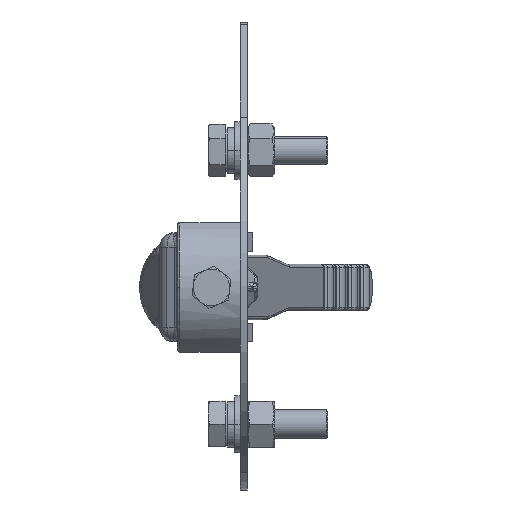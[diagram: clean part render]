
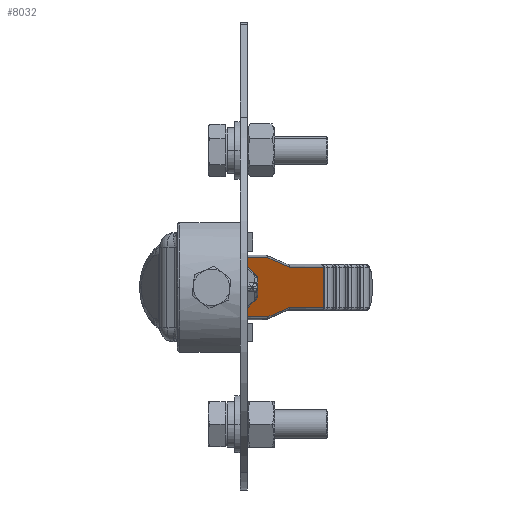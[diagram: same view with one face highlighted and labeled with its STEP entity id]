
A CAD part, left-side view. The second image highlights one B-rep face of the part: STEP entity #8032.
In plain terms, the highlighted face is planar.
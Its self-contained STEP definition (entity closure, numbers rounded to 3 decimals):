
#153 = LINE ( 'NONE', #17462, #18229 ) ;
#1064 = VERTEX_POINT ( 'NONE', #12010 ) ;
#1111 = CARTESIAN_POINT ( 'NONE',  ( 79.633, 27.194, -7. ) ) ;
#2428 = CARTESIAN_POINT ( 'NONE',  ( -1.709, 11.383, -7. ) ) ;
#2921 = EDGE_LOOP ( 'NONE', ( #3236, #14462, #12208, #33773, #33442, #14936, #16277, #3400 ) ) ;
#3236 = ORIENTED_EDGE ( 'NONE', *, *, #13863, .T. ) ;
#3400 = ORIENTED_EDGE ( 'NONE', *, *, #30159, .T. ) ;
#3562 = EDGE_CURVE ( 'NONE', #23156, #1064, #15963, .T. ) ;
#3859 = DIRECTION ( 'NONE',  ( 0., 0., -1. ) ) ;
#4162 = EDGE_CURVE ( 'NONE', #21485, #23156, #33447, .T. ) ;
#4176 = VECTOR ( 'NONE', #20912, 1000. ) ;
#4326 = VERTEX_POINT ( 'NONE', #14038 ) ;
#5713 = DIRECTION ( 'NONE',  ( 0.982, 0.191, 0. ) ) ;
#6815 = CARTESIAN_POINT ( 'NONE',  ( -1.709, 11.383, 10.25 ) ) ;
#6850 = EDGE_CURVE ( 'NONE', #27042, #32707, #13266, .T. ) ;
#8032 = ADVANCED_FACE ( 'NONE', ( #11036 ), #33168, .F. ) ;
#8111 = EDGE_CURVE ( 'NONE', #4326, #27042, #8427, .T. ) ;
#8427 = LINE ( 'NONE', #16660, #27695 ) ;
#9623 = CARTESIAN_POINT ( 'NONE',  ( 0.29, 11.772, -13.617 ) ) ;
#9782 = CARTESIAN_POINT ( 'NONE',  ( 140.546, 39.035, -7. ) ) ;
#9931 = VECTOR ( 'NONE', #19501, 1000. ) ;
#10295 = EDGE_CURVE ( 'NONE', #24634, #1064, #153, .T. ) ;
#11036 = FACE_OUTER_BOUND ( 'NONE', #2921, .T. ) ;
#11381 = DIRECTION ( 'NONE',  ( 0.982, 0.191, 0. ) ) ;
#11664 = LINE ( 'NONE', #25220, #9931 ) ;
#12010 = CARTESIAN_POINT ( 'NONE',  ( -1.709, 11.383, -10.25 ) ) ;
#12208 = ORIENTED_EDGE ( 'NONE', *, *, #6850, .T. ) ;
#12577 = VECTOR ( 'NONE', #29704, 1000. ) ;
#13266 = LINE ( 'NONE', #18046, #4176 ) ;
#13863 = EDGE_CURVE ( 'NONE', #30782, #4326, #19841, .T. ) ;
#14038 = CARTESIAN_POINT ( 'NONE',  ( 79.633, 27.194, 7. ) ) ;
#14462 = ORIENTED_EDGE ( 'NONE', *, *, #8111, .T. ) ;
#14936 = ORIENTED_EDGE ( 'NONE', *, *, #3562, .T. ) ;
#15963 = LINE ( 'NONE', #22379, #27891 ) ;
#16212 = CARTESIAN_POINT ( 'NONE',  ( 79.593, 27.187, 7.003 ) ) ;
#16277 = ORIENTED_EDGE ( 'NONE', *, *, #10295, .F. ) ;
#16660 = CARTESIAN_POINT ( 'NONE',  ( 140.546, 39.035, 7. ) ) ;
#17462 = CARTESIAN_POINT ( 'NONE',  ( -1.709, 11.383, 11.25 ) ) ;
#18046 = CARTESIAN_POINT ( 'NONE',  ( 140.546, 39.035, 11.25 ) ) ;
#18229 = VECTOR ( 'NONE', #3859, 1000. ) ;
#19501 = DIRECTION ( 'NONE',  ( 0.982, 0.191, 0. ) ) ;
#19841 = LINE ( 'NONE', #16212, #12577 ) ;
#20862 = CARTESIAN_POINT ( 'NONE',  ( 40.663, 19.619, -10.25 ) ) ;
#20912 = DIRECTION ( 'NONE',  ( 0., 0., -1. ) ) ;
#21485 = VERTEX_POINT ( 'NONE', #1111 ) ;
#21636 = DIRECTION ( 'NONE',  ( -0.982, -0.191, 0. ) ) ;
#22132 = DIRECTION ( 'NONE',  ( 0.191, -0.982, 0. ) ) ;
#22379 = CARTESIAN_POINT ( 'NONE',  ( -1.709, 11.383, -10.25 ) ) ;
#22400 = LINE ( 'NONE', #2428, #27951 ) ;
#23156 = VERTEX_POINT ( 'NONE', #20862 ) ;
#23298 = CARTESIAN_POINT ( 'NONE',  ( 140.546, 39.035, 7. ) ) ;
#24634 = VERTEX_POINT ( 'NONE', #6815 ) ;
#25220 = CARTESIAN_POINT ( 'NONE',  ( 40.703, 19.627, 10.25 ) ) ;
#25533 = CARTESIAN_POINT ( 'NONE',  ( 40.663, 19.619, 10.25 ) ) ;
#26050 = AXIS2_PLACEMENT_3D ( 'NONE', #35576, #22132, #11381 ) ;
#26120 = VECTOR ( 'NONE', #28513, 1000. ) ;
#27042 = VERTEX_POINT ( 'NONE', #23298 ) ;
#27695 = VECTOR ( 'NONE', #5713, 1000. ) ;
#27891 = VECTOR ( 'NONE', #30869, 1000. ) ;
#27951 = VECTOR ( 'NONE', #21636, 1000. ) ;
#28296 = EDGE_CURVE ( 'NONE', #32707, #21485, #22400, .T. ) ;
#28513 = DIRECTION ( 'NONE',  ( -0.978, -0.19, -0.082 ) ) ;
#29704 = DIRECTION ( 'NONE',  ( 0.978, 0.19, -0.082 ) ) ;
#30159 = EDGE_CURVE ( 'NONE', #24634, #30782, #11664, .T. ) ;
#30782 = VERTEX_POINT ( 'NONE', #25533 ) ;
#30869 = DIRECTION ( 'NONE',  ( -0.982, -0.191, 0. ) ) ;
#32707 = VERTEX_POINT ( 'NONE', #9782 ) ;
#33168 = PLANE ( 'NONE',  #26050 ) ;
#33442 = ORIENTED_EDGE ( 'NONE', *, *, #4162, .T. ) ;
#33447 = LINE ( 'NONE', #9623, #26120 ) ;
#33773 = ORIENTED_EDGE ( 'NONE', *, *, #28296, .T. ) ;
#35576 = CARTESIAN_POINT ( 'NONE',  ( -1.709, 11.383, 11.25 ) ) ;
